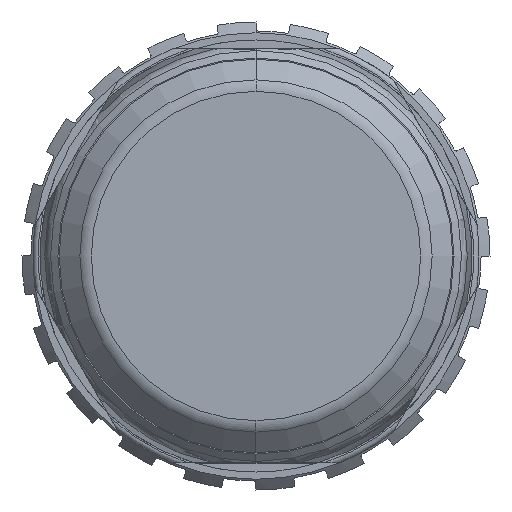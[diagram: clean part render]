
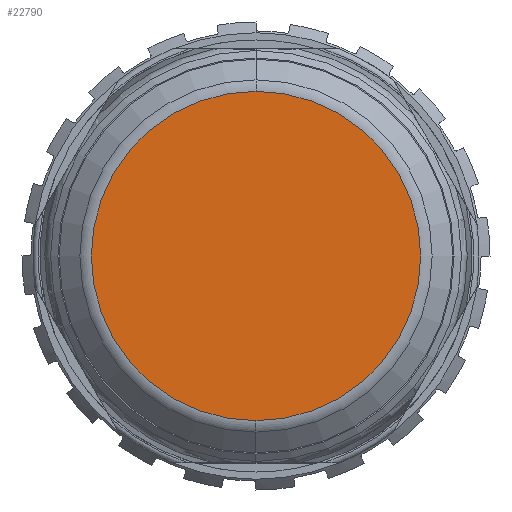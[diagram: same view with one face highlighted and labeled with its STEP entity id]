
A CAD part, front view. The second image highlights one B-rep face of the part: STEP entity #22790.
In plain terms, the highlighted planar face has unit normal (0, -1, 0).
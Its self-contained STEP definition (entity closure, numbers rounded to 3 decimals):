
#9150=CARTESIAN_POINT('',(0.,-66.799,0.));
#9151=DIRECTION('',(0.,-1.,0.));
#9152=DIRECTION('',(0.,0.,1.));
#9153=AXIS2_PLACEMENT_3D('',#9150,#9151,#9152);
#9155=CARTESIAN_POINT('',(0.,-66.799,0.));
#9156=DIRECTION('',(0.,-1.,0.));
#9157=DIRECTION('',(-1.,0.,0.));
#9158=AXIS2_PLACEMENT_3D('',#9155,#9156,#9157);
#9170=CARTESIAN_POINT('',(0.,-66.799,0.));
#9171=DIRECTION('',(0.,-1.,0.));
#9172=DIRECTION('',(1.,0.,0.));
#9173=AXIS2_PLACEMENT_3D('',#9170,#9171,#9172);
#9185=CARTESIAN_POINT('',(0.,-66.799,0.));
#9186=DIRECTION('',(0.,-1.,0.));
#9187=DIRECTION('',(0.,0.,-1.));
#9188=AXIS2_PLACEMENT_3D('',#9185,#9186,#9187);
#11186=CARTESIAN_POINT('',(0.,-66.799,
9.15));
#11187=CARTESIAN_POINT('',(-9.15,-66.799,0.));
#11188=VERTEX_POINT('',#11186);
#11189=VERTEX_POINT('',#11187);
#11190=CARTESIAN_POINT('',(0.,-66.799,
-9.15));
#11191=VERTEX_POINT('',#11190);
#11192=CARTESIAN_POINT('',(9.15,-66.799,0.));
#11193=VERTEX_POINT('',#11192);
#22777=CARTESIAN_POINT('',(0.,-66.8,0.));
#22778=DIRECTION('',(0.,-1.,0.));
#22779=DIRECTION('',(0.,0.,1.));
#22780=AXIS2_PLACEMENT_3D('',#22777,#22778,#22779);
#22781=PLANE('',#22780);
#22782=ORIENTED_EDGE('',*,*,#22765,.F.);
#22784=ORIENTED_EDGE('',*,*,#22783,.F.);
#22786=ORIENTED_EDGE('',*,*,#22785,.F.);
#22787=ORIENTED_EDGE('',*,*,#22767,.F.);
#22788=EDGE_LOOP('',(#22782,#22784,#22786,#22787));
#22789=FACE_OUTER_BOUND('',#22788,.F.);
#9154=CIRCLE('',#9153,9.15);
#9159=CIRCLE('',#9158,9.15);
#9174=CIRCLE('',#9173,9.15);
#9189=CIRCLE('',#9188,9.15);
#22765=EDGE_CURVE('',#11188,#11189,#9154,.T.);
#22767=EDGE_CURVE('',#11189,#11191,#9159,.T.);
#22783=EDGE_CURVE('',#11193,#11188,#9174,.T.);
#22785=EDGE_CURVE('',#11191,#11193,#9189,.T.);
#22790=ADVANCED_FACE('',(#22789),#22781,.T.);
